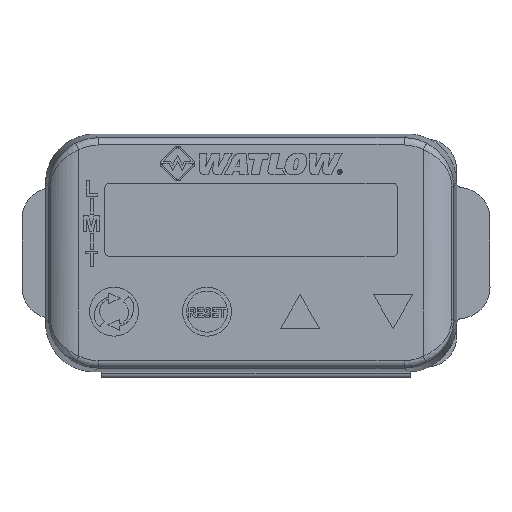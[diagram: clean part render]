
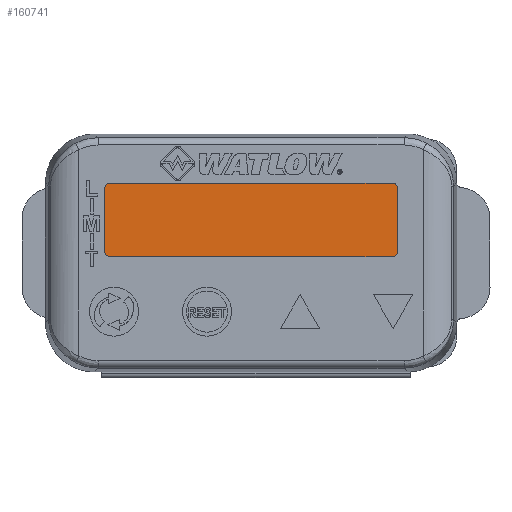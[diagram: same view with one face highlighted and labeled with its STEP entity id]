
A CAD part, top view. The second image highlights one B-rep face of the part: STEP entity #160741.
In plain terms, the highlighted planar face has unit normal (0, 0, 1).
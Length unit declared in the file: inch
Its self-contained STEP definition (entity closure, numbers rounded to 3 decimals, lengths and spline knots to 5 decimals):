
#348 = EDGE_CURVE ( 'NONE', #36346, #143927, #159468, .T. ) ;
#3159 = DIRECTION ( 'NONE',  ( 0., 1., 0. ) ) ;
#4261 = EDGE_CURVE ( 'NONE', #67711, #138881, #34766, .T. ) ;
#8940 = VECTOR ( 'NONE', #86114, 39.37008 ) ;
#16365 = CARTESIAN_POINT ( 'NONE',  ( -0.775, 0.326, 0.4 ) ) ;
#18535 = CARTESIAN_POINT ( 'NONE',  ( -0.745, -0.019, 0.4 ) ) ;
#20495 = CARTESIAN_POINT ( 'NONE',  ( -0.745, 0.011, 0.4 ) ) ;
#21043 = CARTESIAN_POINT ( 'NONE',  ( 0.695, 0.326, 0.4 ) ) ;
#25806 = EDGE_CURVE ( 'NONE', #109590, #35830, #157542, .T. ) ;
#26528 = CARTESIAN_POINT ( 'NONE',  ( 0.695, -0.019, 0.4 ) ) ;
#29308 = EDGE_CURVE ( 'NONE', #35830, #67711, #126372, .T. ) ;
#32387 = ORIENTED_EDGE ( 'NONE', *, *, #29308, .F. ) ;
#32620 = LINE ( 'NONE', #18535, #8940 ) ;
#34766 = CIRCLE ( 'NONE', #71237, 0.03 ) ;
#35830 = VERTEX_POINT ( 'NONE', #139924 ) ;
#36346 = VERTEX_POINT ( 'NONE', #63368 ) ;
#36814 = AXIS2_PLACEMENT_3D ( 'NONE', #86559, #59363, #99754 ) ;
#37989 = ORIENTED_EDGE ( 'NONE', *, *, #348, .T. ) ;
#42490 = CARTESIAN_POINT ( 'NONE',  ( 0.695, 0.356, 0.4 ) ) ;
#44215 = ORIENTED_EDGE ( 'NONE', *, *, #98366, .F. ) ;
#50457 = CARTESIAN_POINT ( 'NONE',  ( -0.775, 0.326, 0.4 ) ) ;
#52968 = DIRECTION ( 'NONE',  ( 1., 0., 0. ) ) ;
#53015 = AXIS2_PLACEMENT_3D ( 'NONE', #162062, #145349, #52968 ) ;
#53680 = ORIENTED_EDGE ( 'NONE', *, *, #25806, .F. ) ;
#55008 = LINE ( 'NONE', #16365, #57888 ) ;
#57016 = DIRECTION ( 'NONE',  ( 0., 0., 1. ) ) ;
#57888 = VECTOR ( 'NONE', #3159, 39.37008 ) ;
#58237 = CARTESIAN_POINT ( 'NONE',  ( 0.725, 0.011, 0.4 ) ) ;
#59363 = DIRECTION ( 'NONE',  ( 0., 0., -1. ) ) ;
#60038 = ORIENTED_EDGE ( 'NONE', *, *, #90482, .T. ) ;
#63368 = CARTESIAN_POINT ( 'NONE',  ( -0.775, 0.011, 0.4 ) ) ;
#67711 = VERTEX_POINT ( 'NONE', #42490 ) ;
#71237 = AXIS2_PLACEMENT_3D ( 'NONE', #21043, #171353, #87699 ) ;
#74816 = EDGE_LOOP ( 'NONE', ( #53680, #75306, #37989, #167383, #60038, #44215, #157508, #32387 ) ) ;
#75191 = AXIS2_PLACEMENT_3D ( 'NONE', #20495, #140901, #126760 ) ;
#75306 = ORIENTED_EDGE ( 'NONE', *, *, #117283, .F. ) ;
#86114 = DIRECTION ( 'NONE',  ( -1., 0., 0. ) ) ;
#86559 = CARTESIAN_POINT ( 'NONE',  ( -0.745, 0.326, 0.4 ) ) ;
#87699 = DIRECTION ( 'NONE',  ( 1., 0., 0. ) ) ;
#90482 = EDGE_CURVE ( 'NONE', #134236, #157547, #169712, .T. ) ;
#91341 = CARTESIAN_POINT ( 'NONE',  ( 0.725, 0.011, 0.4 ) ) ;
#93691 = AXIS2_PLACEMENT_3D ( 'NONE', #112373, #57016, #166998 ) ;
#93717 = CARTESIAN_POINT ( 'NONE',  ( 0.725, 0.326, 0.4 ) ) ;
#98271 = DIRECTION ( 'NONE',  ( 1., 0., 0. ) ) ;
#98366 = EDGE_CURVE ( 'NONE', #138881, #157547, #125014, .T. ) ;
#99754 = DIRECTION ( 'NONE',  ( 1., 0., 0. ) ) ;
#107186 = EDGE_CURVE ( 'NONE', #134236, #143927, #32620, .T. ) ;
#109590 = VERTEX_POINT ( 'NONE', #50457 ) ;
#111844 = DIRECTION ( 'NONE',  ( 0., -1., 0. ) ) ;
#112373 = CARTESIAN_POINT ( 'NONE',  ( 0.695, 0.011, 0.4 ) ) ;
#113908 = VECTOR ( 'NONE', #98271, 39.37008 ) ;
#117283 = EDGE_CURVE ( 'NONE', #36346, #109590, #55008, .T. ) ;
#125014 = LINE ( 'NONE', #58237, #157276 ) ;
#126372 = LINE ( 'NONE', #137037, #113908 ) ;
#126760 = DIRECTION ( 'NONE',  ( 1., 0., 0. ) ) ;
#127799 = PLANE ( 'NONE',  #53015 ) ;
#134236 = VERTEX_POINT ( 'NONE', #26528 ) ;
#137037 = CARTESIAN_POINT ( 'NONE',  ( 0.695, 0.356, 0.4 ) ) ;
#138881 = VERTEX_POINT ( 'NONE', #93717 ) ;
#139924 = CARTESIAN_POINT ( 'NONE',  ( -0.745, 0.356, 0.4 ) ) ;
#140901 = DIRECTION ( 'NONE',  ( 0., 0., 1. ) ) ;
#143927 = VERTEX_POINT ( 'NONE', #162145 ) ;
#144502 = FACE_OUTER_BOUND ( 'NONE', #74816, .T. ) ;
#145349 = DIRECTION ( 'NONE',  ( 0., 0., 1. ) ) ;
#157276 = VECTOR ( 'NONE', #111844, 39.37008 ) ;
#157508 = ORIENTED_EDGE ( 'NONE', *, *, #4261, .F. ) ;
#157542 = CIRCLE ( 'NONE', #36814, 0.03 ) ;
#157547 = VERTEX_POINT ( 'NONE', #91341 ) ;
#159468 = CIRCLE ( 'NONE', #75191, 0.03 ) ;
#160741 = ADVANCED_FACE ( 'NONE', ( #144502 ), #127799, .T. ) ;
#162062 = CARTESIAN_POINT ( 'NONE',  ( -0.775, -0.019, 0.4 ) ) ;
#162145 = CARTESIAN_POINT ( 'NONE',  ( -0.745, -0.019, 0.4 ) ) ;
#166998 = DIRECTION ( 'NONE',  ( 1., 0., 0. ) ) ;
#167383 = ORIENTED_EDGE ( 'NONE', *, *, #107186, .F. ) ;
#169712 = CIRCLE ( 'NONE', #93691, 0.03 ) ;
#171353 = DIRECTION ( 'NONE',  ( 0., 0., -1. ) ) ;
